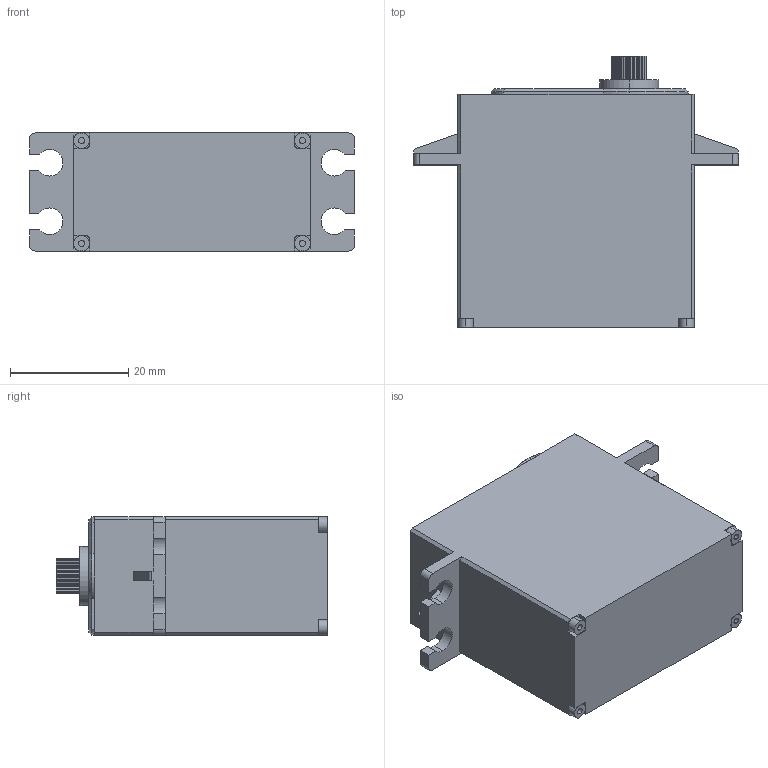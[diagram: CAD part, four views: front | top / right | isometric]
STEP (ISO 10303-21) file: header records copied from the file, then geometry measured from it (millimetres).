
FILE_DESCRIPTION (( 'STEP AP214' ), '1' );
FILE_NAME ('MRC-MG15-180.STEP', '2025-11-27T17:48:38', ( '' ), ( '' ), 'SwSTEP 2.0', 'SolidWorks 2025', '' );
FILE_SCHEMA (( 'AUTOMOTIVE_DESIGN' ));
Length unit declared in the file: millimetre
Products named in the file (1): MRC-MG15-180
Bounding box: 55 x 46 x 20 mm (x, y, z)
Volume: 32816.3 mm3; surface area: 7275.5 mm2
Topology: 5 solids, 5 shells, 242 faces, 671 edges, 442 vertices
Faces by surface type: plane 125, cylinder 108, cone 6, bspline 3
Entity records: 11204 total; most frequent: CARTESIAN_POINT 2201, ORIENTED_EDGE 1342, DIRECTION 1308, EDGE_CURVE 671, VERTEX_POINT 442, AXIS2_PLACEMENT_3D 437, LINE 434, VECTOR 434
